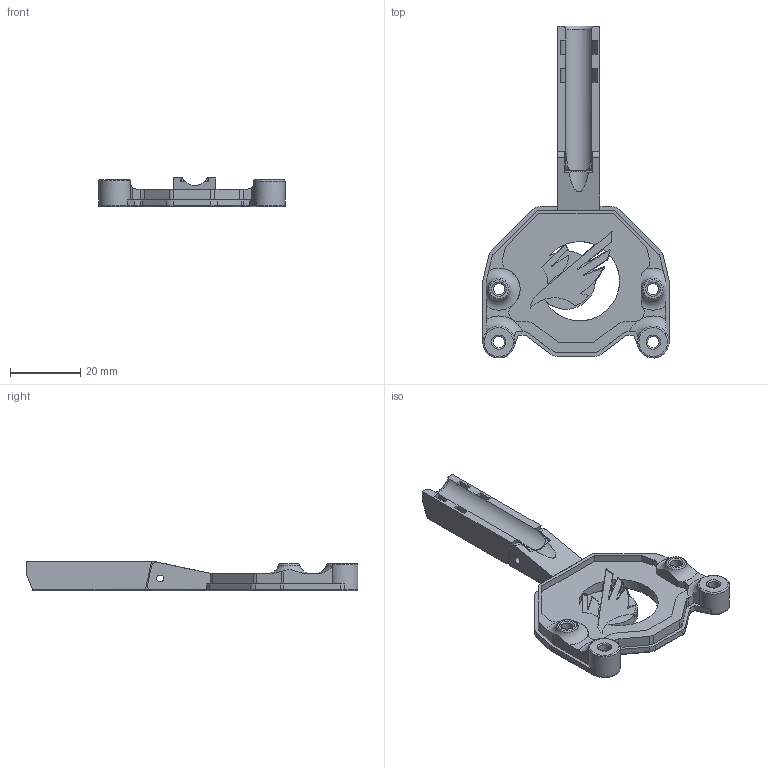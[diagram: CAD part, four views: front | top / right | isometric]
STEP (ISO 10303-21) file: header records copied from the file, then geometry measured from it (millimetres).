
FILE_DESCRIPTION(/* description */ (''),/* implementation_level */ '2;1');
FILE_NAME(/* name */ 'NH-36-v2 v6.step',/* time_stamp */ '2024-11-20T18:03:00-05:00',/* author */ (''),/* organization */ (''),/* preprocessor_version */ 'ST-DEVELOPER v20',/* originating_system */ 'Autodesk Translation Framework v13.20.0.188',/* authorisation */ '');
FILE_SCHEMA (('AUTOMOTIVE_DESIGN { 1 0 10303 214 3 1 1 }'));
Length unit declared in the file: millimetre
Products named in the file (3): NH-36-v2; Mount; Strain
Assembly tree (2 placements, depth 2):
  NH-36-v2
    Mount
    Strain
Bounding box: 53.24 x 94.55 x 8.5 mm (x, y, z)
Volume: 10533 mm3; surface area: 8441 mm2
Topology: 2 solids, 2 shells, 330 faces, 933 edges, 609 vertices
Faces by surface type: cylinder 101, plane 100, bspline 97, torus 32
Full cylindrical faces by diameter (mm): 3.3 x4, 4.7 x4
Entity records: 12362 total; most frequent: CARTESIAN_POINT 4247, ORIENTED_EDGE 1866, DIRECTION 1406, EDGE_CURVE 933, VERTEX_POINT 609, AXIS2_PLACEMENT_3D 482, LINE 442, VECTOR 442
